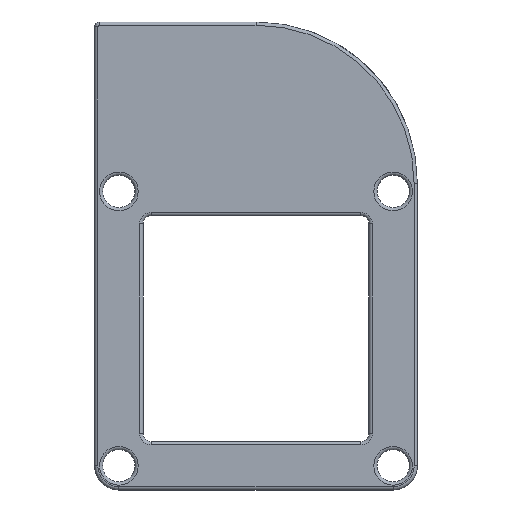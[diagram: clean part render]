
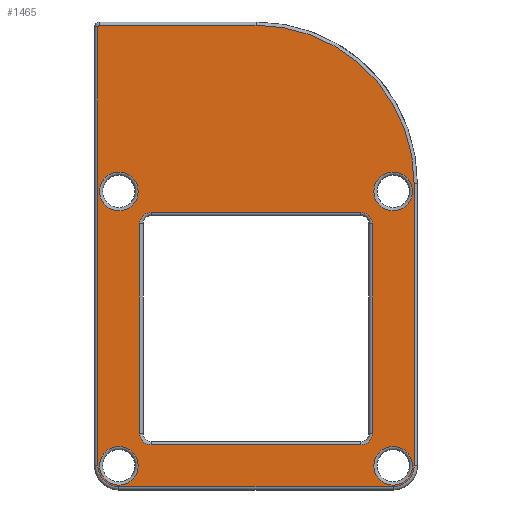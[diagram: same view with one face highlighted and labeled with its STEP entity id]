
A CAD part, left-side view. The second image highlights one B-rep face of the part: STEP entity #1465.
In plain terms, the highlighted planar face has unit normal (-1, 0, 0).
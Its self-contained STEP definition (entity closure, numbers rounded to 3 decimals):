
#86=FACE_BOUND('',#421,.T.);
#87=FACE_BOUND('',#422,.T.);
#88=FACE_BOUND('',#423,.T.);
#89=FACE_BOUND('',#424,.T.);
#90=FACE_BOUND('',#425,.T.);
#137=LINE('',#2697,#215);
#138=LINE('',#2705,#216);
#140=LINE('',#2715,#218);
#142=LINE('',#2724,#220);
#146=LINE('',#2737,#224);
#147=LINE('',#2741,#225);
#148=LINE('',#2745,#226);
#149=LINE('',#2748,#227);
#215=VECTOR('',#2056,10.);
#216=VECTOR('',#2067,10.);
#218=VECTOR('',#2079,10.);
#220=VECTOR('',#2091,10.);
#224=VECTOR('',#2107,10.);
#225=VECTOR('',#2110,10.);
#226=VECTOR('',#2113,10.);
#227=VECTOR('',#2116,10.);
#254=PLANE('',#1668);
#322=FACE_OUTER_BOUND('',#420,.T.);
#420=EDGE_LOOP('',(#1222,#1223,#1224,#1225,#1226,#1227,#1228,#1229));
#421=EDGE_LOOP('',(#1230));
#422=EDGE_LOOP('',(#1231));
#423=EDGE_LOOP('',(#1232));
#424=EDGE_LOOP('',(#1233));
#425=EDGE_LOOP('',(#1234,#1235,#1236,#1237,#1238,#1239,#1240,#1241));
#541=CIRCLE('',#1644,1.4);
#546=CIRCLE('',#1651,1.4);
#549=CIRCLE('',#1656,1.4);
#553=CIRCLE('',#1662,1.4);
#554=CIRCLE('',#1669,0.2);
#555=CIRCLE('',#1670,2.6);
#556=CIRCLE('',#1671,2.6);
#557=CIRCLE('',#1672,19.6);
#558=CIRCLE('',#1673,2.4);
#559=CIRCLE('',#1674,2.4);
#560=CIRCLE('',#1675,2.4);
#561=CIRCLE('',#1676,2.4);
#676=VERTEX_POINT('',#2688);
#677=VERTEX_POINT('',#2690);
#678=VERTEX_POINT('',#2695);
#679=VERTEX_POINT('',#2699);
#680=VERTEX_POINT('',#2703);
#681=VERTEX_POINT('',#2707);
#682=VERTEX_POINT('',#2711);
#684=VERTEX_POINT('',#2717);
#686=VERTEX_POINT('',#2733);
#687=VERTEX_POINT('',#2734);
#688=VERTEX_POINT('',#2736);
#689=VERTEX_POINT('',#2738);
#690=VERTEX_POINT('',#2740);
#691=VERTEX_POINT('',#2742);
#692=VERTEX_POINT('',#2744);
#693=VERTEX_POINT('',#2746);
#694=VERTEX_POINT('',#2749);
#695=VERTEX_POINT('',#2751);
#696=VERTEX_POINT('',#2753);
#697=VERTEX_POINT('',#2755);
#856=EDGE_CURVE('',#676,#677,#541,.T.);
#860=EDGE_CURVE('',#677,#678,#137,.T.);
#862=EDGE_CURVE('',#678,#679,#546,.T.);
#864=EDGE_CURVE('',#679,#680,#138,.T.);
#866=EDGE_CURVE('',#680,#681,#549,.T.);
#869=EDGE_CURVE('',#681,#682,#140,.T.);
#872=EDGE_CURVE('',#682,#684,#553,.T.);
#874=EDGE_CURVE('',#684,#676,#142,.T.);
#878=EDGE_CURVE('',#686,#687,#554,.T.);
#879=EDGE_CURVE('',#688,#686,#146,.T.);
#880=EDGE_CURVE('',#689,#688,#555,.T.);
#881=EDGE_CURVE('',#690,#689,#147,.T.);
#882=EDGE_CURVE('',#691,#690,#556,.T.);
#883=EDGE_CURVE('',#692,#691,#148,.T.);
#884=EDGE_CURVE('',#693,#692,#557,.T.);
#885=EDGE_CURVE('',#687,#693,#149,.T.);
#886=EDGE_CURVE('',#694,#694,#558,.T.);
#887=EDGE_CURVE('',#695,#695,#559,.T.);
#888=EDGE_CURVE('',#696,#696,#560,.T.);
#889=EDGE_CURVE('',#697,#697,#561,.T.);
#1222=ORIENTED_EDGE('',*,*,#878,.F.);
#1223=ORIENTED_EDGE('',*,*,#879,.F.);
#1224=ORIENTED_EDGE('',*,*,#880,.F.);
#1225=ORIENTED_EDGE('',*,*,#881,.F.);
#1226=ORIENTED_EDGE('',*,*,#882,.F.);
#1227=ORIENTED_EDGE('',*,*,#883,.F.);
#1228=ORIENTED_EDGE('',*,*,#884,.F.);
#1229=ORIENTED_EDGE('',*,*,#885,.F.);
#1230=ORIENTED_EDGE('',*,*,#886,.F.);
#1231=ORIENTED_EDGE('',*,*,#887,.F.);
#1232=ORIENTED_EDGE('',*,*,#888,.F.);
#1233=ORIENTED_EDGE('',*,*,#889,.F.);
#1234=ORIENTED_EDGE('',*,*,#856,.F.);
#1235=ORIENTED_EDGE('',*,*,#874,.F.);
#1236=ORIENTED_EDGE('',*,*,#872,.F.);
#1237=ORIENTED_EDGE('',*,*,#869,.F.);
#1238=ORIENTED_EDGE('',*,*,#866,.F.);
#1239=ORIENTED_EDGE('',*,*,#864,.F.);
#1240=ORIENTED_EDGE('',*,*,#862,.F.);
#1241=ORIENTED_EDGE('',*,*,#860,.F.);
#1465=ADVANCED_FACE('',(#322,#86,#87,#88,#89,#90),#254,.F.);
#1644=AXIS2_PLACEMENT_3D('',#2691,#2046,#2047);
#1651=AXIS2_PLACEMENT_3D('',#2701,#2061,#2062);
#1656=AXIS2_PLACEMENT_3D('',#2709,#2072,#2073);
#1662=AXIS2_PLACEMENT_3D('',#2721,#2086,#2087);
#1668=AXIS2_PLACEMENT_3D('',#2732,#2103,#2104);
#1669=AXIS2_PLACEMENT_3D('',#2735,#2105,#2106);
#1670=AXIS2_PLACEMENT_3D('',#2739,#2108,#2109);
#1671=AXIS2_PLACEMENT_3D('',#2743,#2111,#2112);
#1672=AXIS2_PLACEMENT_3D('',#2747,#2114,#2115);
#1673=AXIS2_PLACEMENT_3D('',#2750,#2117,#2118);
#1674=AXIS2_PLACEMENT_3D('',#2752,#2119,#2120);
#1675=AXIS2_PLACEMENT_3D('',#2754,#2121,#2122);
#1676=AXIS2_PLACEMENT_3D('',#2756,#2123,#2124);
#2046=DIRECTION('center_axis',(-1.,0.,0.));
#2047=DIRECTION('ref_axis',(0.,0.707,0.707));
#2056=DIRECTION('',(0.,0.,-1.));
#2061=DIRECTION('center_axis',(-1.,0.,0.));
#2062=DIRECTION('ref_axis',(0.,0.707,-0.707));
#2067=DIRECTION('',(0.,-1.,0.));
#2072=DIRECTION('center_axis',(-1.,0.,0.));
#2073=DIRECTION('ref_axis',(0.,-0.707,-0.707));
#2079=DIRECTION('',(0.,0.,1.));
#2086=DIRECTION('center_axis',(-1.,0.,0.));
#2087=DIRECTION('ref_axis',(0.,-0.707,0.707));
#2091=DIRECTION('',(0.,1.,0.));
#2103=DIRECTION('center_axis',(1.,0.,0.));
#2104=DIRECTION('ref_axis',(0.,0.,-1.));
#2105=DIRECTION('center_axis',(1.,0.,0.));
#2106=DIRECTION('ref_axis',(0.,0.707,0.707));
#2107=DIRECTION('',(0.,0.,1.));
#2108=DIRECTION('center_axis',(1.,0.,0.));
#2109=DIRECTION('ref_axis',(0.,0.707,-0.707));
#2110=DIRECTION('',(0.,1.,0.));
#2111=DIRECTION('center_axis',(1.,0.,0.));
#2112=DIRECTION('ref_axis',(0.,-0.707,-0.707));
#2113=DIRECTION('',(0.,0.,-1.));
#2114=DIRECTION('center_axis',(1.,0.,0.));
#2115=DIRECTION('ref_axis',(0.,-0.707,0.707));
#2116=DIRECTION('',(0.,-1.,0.));
#2117=DIRECTION('center_axis',(-1.,0.,0.));
#2118=DIRECTION('ref_axis',(0.,1.,0.));
#2119=DIRECTION('center_axis',(-1.,0.,0.));
#2120=DIRECTION('ref_axis',(0.,1.,0.));
#2121=DIRECTION('center_axis',(-1.,0.,0.));
#2122=DIRECTION('ref_axis',(0.,1.,0.));
#2123=DIRECTION('center_axis',(-1.,0.,0.));
#2124=DIRECTION('ref_axis',(0.,1.,0.));
#2688=CARTESIAN_POINT('',(0.,13.,14.4));
#2690=CARTESIAN_POINT('',(0.,14.4,13.));
#2691=CARTESIAN_POINT('Origin',(0.,13.,13.));
#2695=CARTESIAN_POINT('',(0.,14.4,-13.));
#2697=CARTESIAN_POINT('',(0.,14.4,11.5));
#2699=CARTESIAN_POINT('',(0.,13.,-14.4));
#2701=CARTESIAN_POINT('Origin',(0.,13.,-13.));
#2703=CARTESIAN_POINT('',(0.,-13.,-14.4));
#2705=CARTESIAN_POINT('',(0.,7.,-14.4));
#2707=CARTESIAN_POINT('',(0.,-14.4,-13.));
#2709=CARTESIAN_POINT('Origin',(0.,-13.,-13.));
#2711=CARTESIAN_POINT('',(0.,-14.4,13.));
#2715=CARTESIAN_POINT('',(0.,-14.4,-2.5));
#2717=CARTESIAN_POINT('',(0.,-13.,14.4));
#2721=CARTESIAN_POINT('Origin',(0.,-13.,13.));
#2724=CARTESIAN_POINT('',(0.,-7.,14.4));
#2732=CARTESIAN_POINT('Origin',(0.,0.,9.));
#2733=CARTESIAN_POINT('',(0.,19.6,37.4));
#2734=CARTESIAN_POINT('',(0.,19.4,37.6));
#2735=CARTESIAN_POINT('Origin',(0.,19.4,37.4));
#2736=CARTESIAN_POINT('',(0.,19.6,-17.));
#2737=CARTESIAN_POINT('',(0.,19.6,-5.5));
#2738=CARTESIAN_POINT('',(0.,17.,-19.6));
#2739=CARTESIAN_POINT('Origin',(0.,17.,-17.));
#2740=CARTESIAN_POINT('',(0.,-17.,-19.6));
#2741=CARTESIAN_POINT('',(0.,-10.,-19.6));
#2742=CARTESIAN_POINT('',(0.,-19.6,-17.));
#2743=CARTESIAN_POINT('Origin',(0.,-17.,-17.));
#2744=CARTESIAN_POINT('',(0.,-19.6,18.));
#2745=CARTESIAN_POINT('',(0.,-19.6,23.5));
#2746=CARTESIAN_POINT('',(0.,0.,37.6));
#2747=CARTESIAN_POINT('Origin',(0.,0.,18.));
#2748=CARTESIAN_POINT('',(0.,10.,37.6));
#2749=CARTESIAN_POINT('',(0.,-17.,-14.6));
#2750=CARTESIAN_POINT('Origin',(0.,-17.,-17.));
#2751=CARTESIAN_POINT('',(0.,17.,-14.6));
#2752=CARTESIAN_POINT('Origin',(0.,17.,-17.));
#2753=CARTESIAN_POINT('',(0.,-17.,19.4));
#2754=CARTESIAN_POINT('Origin',(0.,-17.,17.));
#2755=CARTESIAN_POINT('',(0.,17.,19.4));
#2756=CARTESIAN_POINT('Origin',(0.,17.,17.));
